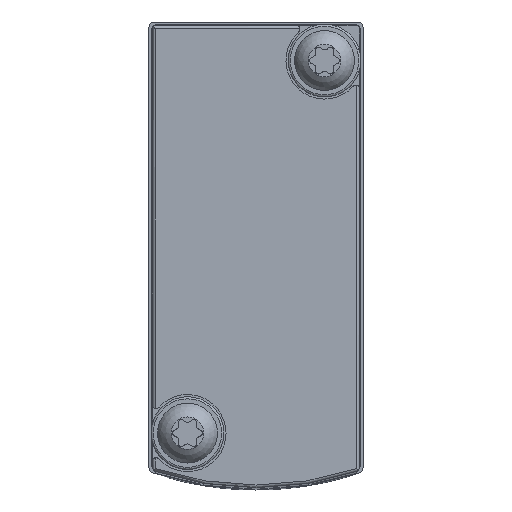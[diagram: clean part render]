
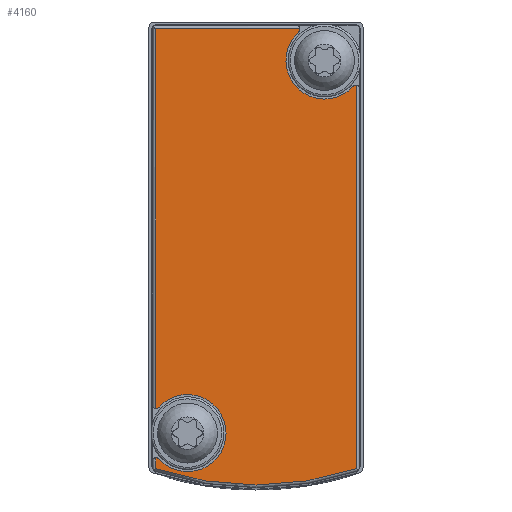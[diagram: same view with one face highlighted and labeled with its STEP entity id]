
A CAD part, front view. The second image highlights one B-rep face of the part: STEP entity #4160.
In plain terms, the highlighted planar face has unit normal (0, -1, 0).
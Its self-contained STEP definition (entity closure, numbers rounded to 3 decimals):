
#105=PLANE('',#4377);
#168=LINE('',#5894,#303);
#169=LINE('',#5903,#304);
#170=LINE('',#5907,#305);
#171=LINE('',#5915,#306);
#303=VECTOR('',#4830,1000.);
#304=VECTOR('',#4837,1000.);
#305=VECTOR('',#4840,1000.);
#306=VECTOR('',#4847,1000.);
#438=CIRCLE('',#4378,0.4);
#439=CIRCLE('',#4379,3.6);
#440=CIRCLE('',#4380,0.4);
#441=CIRCLE('',#4381,29.537);
#442=CIRCLE('',#4382,0.4);
#443=CIRCLE('',#4383,3.6);
#444=CIRCLE('',#4384,0.4);
#668=ORIENTED_EDGE('',*,*,#1490,.T.);
#669=ORIENTED_EDGE('',*,*,#1491,.F.);
#670=ORIENTED_EDGE('',*,*,#1492,.T.);
#671=ORIENTED_EDGE('',*,*,#1493,.F.);
#672=ORIENTED_EDGE('',*,*,#1494,.T.);
#673=ORIENTED_EDGE('',*,*,#1495,.T.);
#674=ORIENTED_EDGE('',*,*,#1496,.F.);
#675=ORIENTED_EDGE('',*,*,#1497,.F.);
#676=ORIENTED_EDGE('',*,*,#1498,.T.);
#677=ORIENTED_EDGE('',*,*,#1499,.F.);
#678=ORIENTED_EDGE('',*,*,#1500,.T.);
#1490=EDGE_CURVE('',#1901,#1902,#168,.F.);
#1491=EDGE_CURVE('',#1903,#1902,#438,.T.);
#1492=EDGE_CURVE('',#1903,#1904,#439,.T.);
#1493=EDGE_CURVE('',#1905,#1904,#440,.T.);
#1494=EDGE_CURVE('',#1905,#1906,#169,.F.);
#1495=EDGE_CURVE('',#1906,#1907,#441,.T.);
#1496=EDGE_CURVE('',#1908,#1907,#170,.F.);
#1497=EDGE_CURVE('',#1909,#1908,#442,.T.);
#1498=EDGE_CURVE('',#1909,#1910,#443,.T.);
#1499=EDGE_CURVE('',#1911,#1910,#444,.T.);
#1500=EDGE_CURVE('',#1911,#1901,#171,.T.);
#1901=VERTEX_POINT('',#5895);
#1902=VERTEX_POINT('',#5896);
#1903=VERTEX_POINT('',#5898);
#1904=VERTEX_POINT('',#5900);
#1905=VERTEX_POINT('',#5902);
#1906=VERTEX_POINT('',#5904);
#1907=VERTEX_POINT('',#5906);
#1908=VERTEX_POINT('',#5908);
#1909=VERTEX_POINT('',#5910);
#1910=VERTEX_POINT('',#5912);
#1911=VERTEX_POINT('',#5914);
#2236=EDGE_LOOP('',(#668,#669,#670,#671,#672,#673,#674,#675,#676,#677,#678));
#2527=FACE_BOUND('',#2236,.T.);
#4160=ADVANCED_FACE('',(#2527),#105,.F.);
#4377=AXIS2_PLACEMENT_3D('',#5893,#4828,#4829);
#4378=AXIS2_PLACEMENT_3D('',#5897,#4831,#4832);
#4379=AXIS2_PLACEMENT_3D('',#5899,#4833,#4834);
#4380=AXIS2_PLACEMENT_3D('',#5901,#4835,#4836);
#4381=AXIS2_PLACEMENT_3D('',#5905,#4838,#4839);
#4382=AXIS2_PLACEMENT_3D('',#5909,#4841,#4842);
#4383=AXIS2_PLACEMENT_3D('',#5911,#4843,#4844);
#4384=AXIS2_PLACEMENT_3D('',#5913,#4845,#4846);
#4828=DIRECTION('',(0.,1.,0.));
#4829=DIRECTION('',(0.,0.,1.));
#4830=DIRECTION('',(-1.,0.,0.));
#4831=DIRECTION('',(0.,1.,0.));
#4832=DIRECTION('',(1.,0.,0.));
#4833=DIRECTION('',(0.,1.,0.));
#4834=DIRECTION('',(1.,0.,0.));
#4835=DIRECTION('',(0.,1.,0.));
#4836=DIRECTION('',(1.,0.,0.));
#4837=DIRECTION('',(-1.,0.,0.));
#4838=DIRECTION('',(0.,-1.,0.));
#4839=DIRECTION('',(0.,0.,-1.));
#4840=DIRECTION('',(-1.,0.,0.));
#4841=DIRECTION('',(0.,1.,0.));
#4842=DIRECTION('',(1.,0.,0.));
#4843=DIRECTION('',(0.,1.,0.));
#4844=DIRECTION('',(1.,0.,0.));
#4845=DIRECTION('',(0.,1.,0.));
#4846=DIRECTION('',(1.,0.,0.));
#4847=DIRECTION('',(0.,0.,-1.));
#5893=CARTESIAN_POINT('',(-20.25,-13.2,-9.25));
#5894=CARTESIAN_POINT('',(25.,-13.2,-9.387));
#5895=CARTESIAN_POINT('',(-20.387,-13.2,-9.387));
#5896=CARTESIAN_POINT('',(15.097,-13.2,-9.387));
#5897=CARTESIAN_POINT('',(14.699,-13.2,-9.35));
#5898=CARTESIAN_POINT('',(14.969,-13.2,-9.055));
#5899=CARTESIAN_POINT('',(17.4,-13.2,-6.4));
#5900=CARTESIAN_POINT('',(19.831,-13.2,-9.055));
#5901=CARTESIAN_POINT('',(20.101,-13.2,-9.35));
#5902=CARTESIAN_POINT('',(19.703,-13.2,-9.387));
#5903=CARTESIAN_POINT('',(25.,-13.2,-9.387));
#5904=CARTESIAN_POINT('',(20.722,-13.2,-9.387));
#5905=CARTESIAN_POINT('',(-7.284,-13.2,0.));
#5906=CARTESIAN_POINT('',(20.722,-13.2,9.387));
#5907=CARTESIAN_POINT('',(25.,-13.2,9.387));
#5908=CARTESIAN_POINT('',(-15.097,-13.2,9.387));
#5909=CARTESIAN_POINT('',(-14.699,-13.2,9.35));
#5910=CARTESIAN_POINT('',(-14.969,-13.2,9.055));
#5911=CARTESIAN_POINT('',(-17.4,-13.2,6.4));
#5912=CARTESIAN_POINT('',(-20.055,-13.2,3.969));
#5913=CARTESIAN_POINT('',(-20.35,-13.2,3.699));
#5914=CARTESIAN_POINT('',(-20.387,-13.2,4.097));
#5915=CARTESIAN_POINT('',(-20.387,-13.2,10.));
